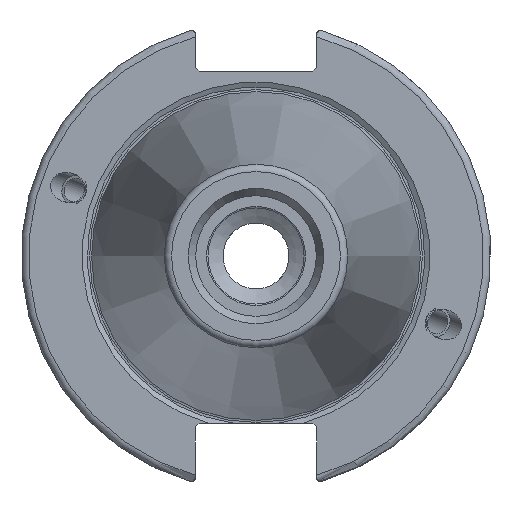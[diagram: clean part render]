
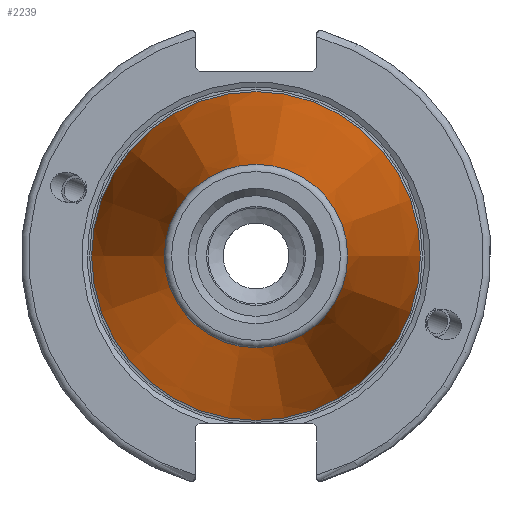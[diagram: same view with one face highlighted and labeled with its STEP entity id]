
A CAD part, left-side view. The second image highlights one B-rep face of the part: STEP entity #2239.
In plain terms, the highlighted conical face has half-angle 8.297 degrees and reference radius 17.248 mm.
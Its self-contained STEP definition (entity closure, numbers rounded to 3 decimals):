
#120=CONICAL_SURFACE('',#2543,17.248,0.145);
#253=FACE_OUTER_BOUND('',#375,.T.);
#375=EDGE_LOOP('',(#1954,#1955,#1956,#1957,#1958,#1959,#1960));
#494=LINE('',#4292,#599);
#599=VECTOR('',#3195,17.248);
#769=CIRCLE('',#2534,12.397);
#770=CIRCLE('',#2535,12.397);
#774=CIRCLE('',#2539,12.397);
#777=CIRCLE('',#2544,22.225);
#778=CIRCLE('',#2545,22.225);
#1025=VERTEX_POINT('',#4271);
#1026=VERTEX_POINT('',#4272);
#1027=VERTEX_POINT('',#4274);
#1032=VERTEX_POINT('',#4288);
#1033=VERTEX_POINT('',#4289);
#1354=EDGE_CURVE('',#1025,#1026,#769,.T.);
#1355=EDGE_CURVE('',#1026,#1027,#770,.T.);
#1359=EDGE_CURVE('',#1027,#1025,#774,.T.);
#1362=EDGE_CURVE('',#1032,#1033,#777,.T.);
#1363=EDGE_CURVE('',#1033,#1032,#778,.T.);
#1364=EDGE_CURVE('',#1033,#1026,#494,.T.);
#1954=ORIENTED_EDGE('',*,*,#1362,.F.);
#1955=ORIENTED_EDGE('',*,*,#1363,.F.);
#1956=ORIENTED_EDGE('',*,*,#1364,.T.);
#1957=ORIENTED_EDGE('',*,*,#1354,.F.);
#1958=ORIENTED_EDGE('',*,*,#1359,.F.);
#1959=ORIENTED_EDGE('',*,*,#1355,.F.);
#1960=ORIENTED_EDGE('',*,*,#1364,.F.);
#2239=ADVANCED_FACE('',(#253),#120,.T.);
#2534=AXIS2_PLACEMENT_3D('',#4273,#3171,#3172);
#2535=AXIS2_PLACEMENT_3D('',#4275,#3173,#3174);
#2539=AXIS2_PLACEMENT_3D('',#4281,#3181,#3182);
#2543=AXIS2_PLACEMENT_3D('',#4287,#3189,#3190);
#2544=AXIS2_PLACEMENT_3D('',#4290,#3191,#3192);
#2545=AXIS2_PLACEMENT_3D('',#4291,#3193,#3194);
#3171=DIRECTION('center_axis',(-1.,0.,0.));
#3172=DIRECTION('ref_axis',(0.,-1.,0.));
#3173=DIRECTION('center_axis',(-1.,0.,0.));
#3174=DIRECTION('ref_axis',(0.,-1.,0.));
#3181=DIRECTION('center_axis',(-1.,0.,0.));
#3182=DIRECTION('ref_axis',(0.,-1.,0.));
#3189=DIRECTION('center_axis',(1.,0.,0.));
#3190=DIRECTION('ref_axis',(0.,1.,0.));
#3191=DIRECTION('center_axis',(1.,0.,0.));
#3192=DIRECTION('ref_axis',(0.,0.,-1.));
#3193=DIRECTION('center_axis',(1.,0.,0.));
#3194=DIRECTION('ref_axis',(0.,0.,-1.));
#3195=DIRECTION('',(-0.99,0.144,0.));
#4271=CARTESIAN_POINT('',(-67.394,12.397,0.));
#4272=CARTESIAN_POINT('',(-67.394,-12.397,0.));
#4273=CARTESIAN_POINT('Origin',(-67.394,0.,0.));
#4274=CARTESIAN_POINT('',(-67.394,0.,12.397));
#4275=CARTESIAN_POINT('Origin',(-67.394,0.,0.));
#4281=CARTESIAN_POINT('Origin',(-67.394,0.,0.));
#4287=CARTESIAN_POINT('Origin',(-34.125,0.,0.));
#4288=CARTESIAN_POINT('',(0.,22.225,0.));
#4289=CARTESIAN_POINT('',(0.,-22.225,0.));
#4290=CARTESIAN_POINT('Origin',(0.,0.,0.));
#4291=CARTESIAN_POINT('Origin',(0.,0.,0.));
#4292=CARTESIAN_POINT('',(-34.125,-17.248,0.));
